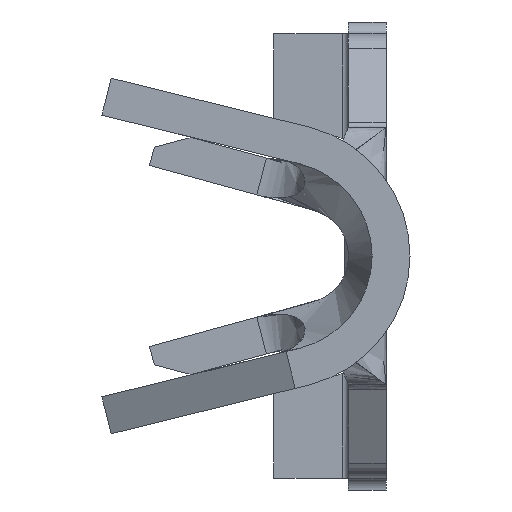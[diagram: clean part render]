
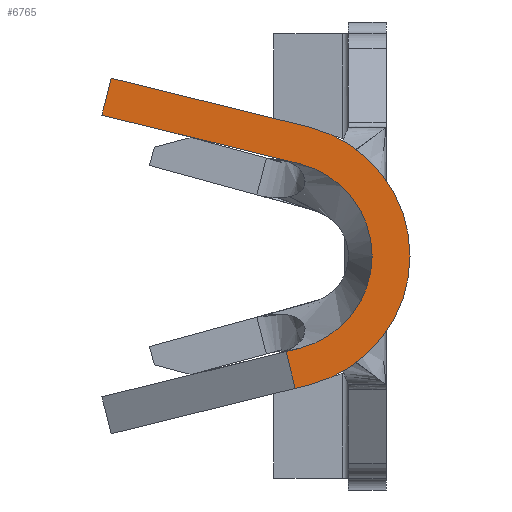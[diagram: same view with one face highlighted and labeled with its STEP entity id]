
A CAD part, left-side view. The second image highlights one B-rep face of the part: STEP entity #6765.
In plain terms, the highlighted planar face has unit normal (-1, 0, 0).
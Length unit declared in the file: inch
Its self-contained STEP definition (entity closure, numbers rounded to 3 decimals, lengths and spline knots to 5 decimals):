
#170 = CIRCLE ( 'NONE', #3161, 0.08 ) ;
#210 = DIRECTION ( 'NONE',  ( 0., 0., 1. ) ) ;
#357 = VERTEX_POINT ( 'NONE', #1207 ) ;
#409 = ORIENTED_EDGE ( 'NONE', *, *, #2610, .T. ) ;
#521 = EDGE_CURVE ( 'NONE', #6757, #357, #170, .T. ) ;
#575 = CARTESIAN_POINT ( 'NONE',  ( -0.57, 0.06516, 0.10874 ) ) ;
#602 = CARTESIAN_POINT ( 'NONE',  ( -0.57, 0.12988, 0.10259 ) ) ;
#1089 = ORIENTED_EDGE ( 'NONE', *, *, #2862, .T. ) ;
#1090 = CIRCLE ( 'NONE', #5582, 0.112 ) ;
#1207 = CARTESIAN_POINT ( 'NONE',  ( -0.57, 0.07283, -0.07767 ) ) ;
#1232 = DIRECTION ( 'NONE',  ( 0., 0.971, -0.24 ) ) ;
#1238 = CARTESIAN_POINT ( 'NONE',  ( -0.57, 0.24, 0.11893 ) ) ;
#1250 = EDGE_CURVE ( 'NONE', #1864, #1313, #1090, .T. ) ;
#1313 = VERTEX_POINT ( 'NONE', #1447 ) ;
#1435 = EDGE_CURVE ( 'NONE', #5290, #1864, #1754, .T. ) ;
#1447 = CARTESIAN_POINT ( 'NONE',  ( -0.57, 0.06516, 0.10874 ) ) ;
#1449 = VECTOR ( 'NONE', #1232, 39.37008 ) ;
#1484 = ORIENTED_EDGE ( 'NONE', *, *, #5869, .T. ) ;
#1754 = LINE ( 'NONE', #1934, #2993 ) ;
#1791 = CARTESIAN_POINT ( 'NONE',  ( -0.57, 0.07283, -0.07767 ) ) ;
#1829 = LINE ( 'NONE', #575, #6344 ) ;
#1864 = VERTEX_POINT ( 'NONE', #6534 ) ;
#1934 = CARTESIAN_POINT ( 'NONE',  ( -0.57, 0.06516, -0.10874 ) ) ;
#2038 = CARTESIAN_POINT ( 'NONE',  ( -0.57, 0.092, 0. ) ) ;
#2561 = EDGE_CURVE ( 'NONE', #1313, #3180, #1829, .T. ) ;
#2610 = EDGE_CURVE ( 'NONE', #357, #2641, #3431, .T. ) ;
#2632 = VECTOR ( 'NONE', #4791, 39.37008 ) ;
#2635 = PLANE ( 'NONE',  #7398 ) ;
#2641 = VERTEX_POINT ( 'NONE', #5397 ) ;
#2862 = EDGE_CURVE ( 'NONE', #3180, #3871, #7265, .T. ) ;
#2910 = DIRECTION ( 'NONE',  ( 0., 0., 1. ) ) ;
#2939 = DIRECTION ( 'NONE',  ( 1., 0., 0. ) ) ;
#2966 = CARTESIAN_POINT ( 'NONE',  ( -0.57, 0.092, 0. ) ) ;
#2986 = FACE_OUTER_BOUND ( 'NONE', #6268, .T. ) ;
#2988 = DIRECTION ( 'NONE',  ( 0., 0.971, 0.24 ) ) ;
#2993 = VECTOR ( 'NONE', #5696, 39.37008 ) ;
#3161 = AXIS2_PLACEMENT_3D ( 'NONE', #2966, #2939, #2910 ) ;
#3180 = VERTEX_POINT ( 'NONE', #5939 ) ;
#3214 = DIRECTION ( 'NONE',  ( 0., 0.24, -0.971 ) ) ;
#3232 = CARTESIAN_POINT ( 'NONE',  ( -0.57, 0.092, 0. ) ) ;
#3281 = ORIENTED_EDGE ( 'NONE', *, *, #6004, .T. ) ;
#3431 = LINE ( 'NONE', #1791, #1449 ) ;
#3748 = DIRECTION ( 'NONE',  ( 0., -0.971, -0.24 ) ) ;
#3824 = DIRECTION ( 'NONE',  ( -1., 0., 0. ) ) ;
#3871 = VERTEX_POINT ( 'NONE', #1238 ) ;
#3995 = ORIENTED_EDGE ( 'NONE', *, *, #1250, .T. ) ;
#4791 = DIRECTION ( 'NONE',  ( 0., -0.24, -0.971 ) ) ;
#5290 = VERTEX_POINT ( 'NONE', #6546 ) ;
#5397 = CARTESIAN_POINT ( 'NONE',  ( -0.57, 0.08466, -0.08059 ) ) ;
#5524 = CARTESIAN_POINT ( 'NONE',  ( -0.57, 0.07283, 0.07767 ) ) ;
#5582 = AXIS2_PLACEMENT_3D ( 'NONE', #2038, #7338, #6167 ) ;
#5696 = DIRECTION ( 'NONE',  ( 0., -0.971, 0.24 ) ) ;
#5735 = ORIENTED_EDGE ( 'NONE', *, *, #521, .T. ) ;
#5869 = EDGE_CURVE ( 'NONE', #2641, #5290, #7117, .T. ) ;
#5939 = CARTESIAN_POINT ( 'NONE',  ( -0.57, 0.23233, 0.15 ) ) ;
#6004 = EDGE_CURVE ( 'NONE', #3871, #6757, #6752, .T. ) ;
#6062 = VECTOR ( 'NONE', #3214, 39.37008 ) ;
#6158 = ORIENTED_EDGE ( 'NONE', *, *, #1435, .T. ) ;
#6167 = DIRECTION ( 'NONE',  ( 0., 0., 1. ) ) ;
#6185 = VECTOR ( 'NONE', #3748, 39.37008 ) ;
#6268 = EDGE_LOOP ( 'NONE', ( #1484, #6158, #3995, #6680, #1089, #3281, #5735, #409 ) ) ;
#6344 = VECTOR ( 'NONE', #2988, 39.37008 ) ;
#6534 = CARTESIAN_POINT ( 'NONE',  ( -0.57, 0.06516, -0.10874 ) ) ;
#6546 = CARTESIAN_POINT ( 'NONE',  ( -0.57, 0.07699, -0.11166 ) ) ;
#6645 = CARTESIAN_POINT ( 'NONE',  ( -0.57, 0.07283, 0.07767 ) ) ;
#6680 = ORIENTED_EDGE ( 'NONE', *, *, #2561, .T. ) ;
#6708 = CARTESIAN_POINT ( 'NONE',  ( -0.57, 0.24, 0.11893 ) ) ;
#6752 = LINE ( 'NONE', #6645, #6185 ) ;
#6757 = VERTEX_POINT ( 'NONE', #5524 ) ;
#6765 = ADVANCED_FACE ( 'NONE', ( #2986 ), #2635, .T. ) ;
#7117 = LINE ( 'NONE', #602, #2632 ) ;
#7265 = LINE ( 'NONE', #6708, #6062 ) ;
#7338 = DIRECTION ( 'NONE',  ( -1., 0., 0. ) ) ;
#7398 = AXIS2_PLACEMENT_3D ( 'NONE', #3232, #3824, #210 ) ;
